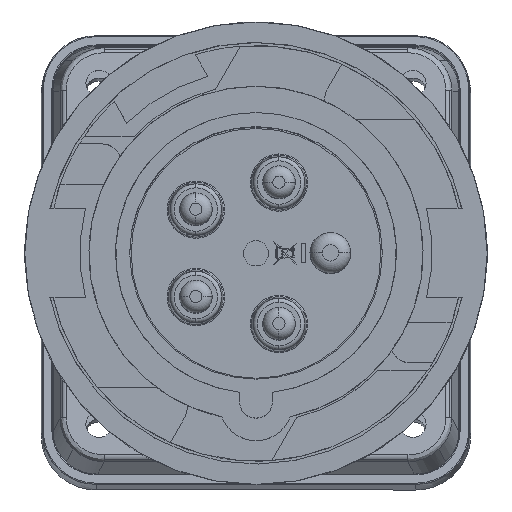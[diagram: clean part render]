
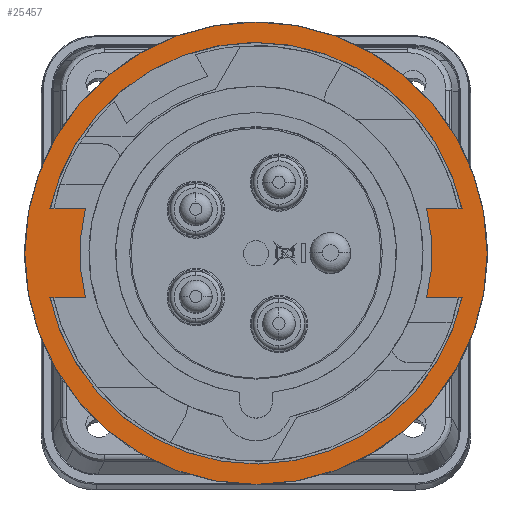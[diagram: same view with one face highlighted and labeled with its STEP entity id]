
A CAD part, top view. The second image highlights one B-rep face of the part: STEP entity #25457.
In plain terms, the highlighted planar face has unit normal (0, 0, 1).
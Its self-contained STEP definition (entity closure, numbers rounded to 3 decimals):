
#791 = EDGE_CURVE ( 'NONE', #40386, #51325, #8455, .T. ) ;
#1881 = ORIENTED_EDGE ( 'NONE', *, *, #41187, .T. ) ;
#2147 = AXIS2_PLACEMENT_3D ( 'NONE', #47394, #19576, #47129 ) ;
#2609 = DIRECTION ( 'NONE',  ( 0., 0., 1. ) ) ;
#2728 = DIRECTION ( 'NONE',  ( -1., 0., 0. ) ) ;
#3216 = VERTEX_POINT ( 'NONE', #15928 ) ;
#5800 = CARTESIAN_POINT ( 'NONE',  ( 28.375, 49.147, 16.5 ) ) ;
#6097 = CIRCLE ( 'NONE', #12880, 51.75 ) ;
#6721 = CARTESIAN_POINT ( 'NONE',  ( 41.841, -10.95, 16.5 ) ) ;
#6738 = CARTESIAN_POINT ( 'NONE',  ( -28.375, -49.147, 16.5 ) ) ;
#6906 = FACE_OUTER_BOUND ( 'NONE', #43387, .T. ) ;
#7337 = VERTEX_POINT ( 'NONE', #21622 ) ;
#7341 = VERTEX_POINT ( 'NONE', #41749 ) ;
#7455 = EDGE_LOOP ( 'NONE', ( #50496, #21719, #38624, #1881, #20437, #15100, #43666, #40731, #50268, #34949 ) ) ;
#7567 = DIRECTION ( 'NONE',  ( 0.5, 0.866, 0. ) ) ;
#8455 = LINE ( 'NONE', #45260, #20415 ) ;
#8746 = DIRECTION ( 'NONE',  ( -0.5, 0.866, 0. ) ) ;
#8785 = LINE ( 'NONE', #32350, #10920 ) ;
#8915 = EDGE_CURVE ( 'NONE', #3216, #46615, #6097, .T. ) ;
#8981 = DIRECTION ( 'NONE',  ( -1., 0., 0. ) ) ;
#9202 = CARTESIAN_POINT ( 'NONE',  ( 50.578, -10.95, 16.5 ) ) ;
#9366 = EDGE_CURVE ( 'NONE', #7341, #37846, #45044, .T. ) ;
#10920 = VECTOR ( 'NONE', #48527, 1000. ) ;
#10995 = AXIS2_PLACEMENT_3D ( 'NONE', #22009, #27291, #47167 ) ;
#11880 = CIRCLE ( 'NONE', #42317, 43.25 ) ;
#12880 = AXIS2_PLACEMENT_3D ( 'NONE', #25163, #25679, #41579 ) ;
#13237 = CARTESIAN_POINT ( 'NONE',  ( 0., 0., 16.5 ) ) ;
#13571 = VECTOR ( 'NONE', #29829, 1000. ) ;
#13713 = CARTESIAN_POINT ( 'NONE',  ( 0., 0., 16.5 ) ) ;
#15100 = ORIENTED_EDGE ( 'NONE', *, *, #33405, .T. ) ;
#15928 = CARTESIAN_POINT ( 'NONE',  ( -25.875, 44.817, 16.5 ) ) ;
#15964 = CARTESIAN_POINT ( 'NONE',  ( 25.875, -44.817, 16.5 ) ) ;
#16927 = EDGE_CURVE ( 'NONE', #35708, #30868, #29885, .T. ) ;
#17552 = EDGE_CURVE ( 'NONE', #30868, #35708, #35926, .T. ) ;
#17978 = CARTESIAN_POINT ( 'NONE',  ( 0., 0., 16.5 ) ) ;
#18229 = DIRECTION ( 'NONE',  ( 0.5, 0.866, 0. ) ) ;
#19576 = DIRECTION ( 'NONE',  ( 0., 0., -1. ) ) ;
#19592 = VERTEX_POINT ( 'NONE', #47469 ) ;
#20415 = VECTOR ( 'NONE', #8981, 1000. ) ;
#20437 = ORIENTED_EDGE ( 'NONE', *, *, #791, .T. ) ;
#21177 = DIRECTION ( 'NONE',  ( 0., 0., -1. ) ) ;
#21622 = CARTESIAN_POINT ( 'NONE',  ( -50.578, -10.95, 16.5 ) ) ;
#21719 = ORIENTED_EDGE ( 'NONE', *, *, #44884, .T. ) ;
#22009 = CARTESIAN_POINT ( 'NONE',  ( 0., 0., 16.5 ) ) ;
#22167 = DIRECTION ( 'NONE',  ( 0., 0., -1. ) ) ;
#22425 = DIRECTION ( 'NONE',  ( 0.5, -0.866, 0. ) ) ;
#23057 = CARTESIAN_POINT ( 'NONE',  ( 46.915, -27.086, 16.5 ) ) ;
#23256 = CARTESIAN_POINT ( 'NONE',  ( -41.841, -10.95, 16.5 ) ) ;
#23314 = DIRECTION ( 'NONE',  ( -1., 0., 0. ) ) ;
#24145 = EDGE_CURVE ( 'NONE', #7337, #47793, #8785, .T. ) ;
#25163 = CARTESIAN_POINT ( 'NONE',  ( 0., 0., 16.5 ) ) ;
#25182 = CIRCLE ( 'NONE', #46305, 51.75 ) ;
#25457 = ADVANCED_FACE ( 'NONE', ( #26742, #6906 ), #31766, .F. ) ;
#25679 = DIRECTION ( 'NONE',  ( 0., 0., -1. ) ) ;
#26742 = FACE_BOUND ( 'NONE', #7455, .T. ) ;
#27291 = DIRECTION ( 'NONE',  ( 0., 0., -1. ) ) ;
#27672 = DIRECTION ( 'NONE',  ( 0., 0., 1. ) ) ;
#27975 = ORIENTED_EDGE ( 'NONE', *, *, #17552, .T. ) ;
#29569 = LINE ( 'NONE', #9202, #13571 ) ;
#29829 = DIRECTION ( 'NONE',  ( 1., 0., 0. ) ) ;
#29836 = CARTESIAN_POINT ( 'NONE',  ( -41.841, 10.95, 16.5 ) ) ;
#29885 = CIRCLE ( 'NONE', #36681, 56.75 ) ;
#30314 = ORIENTED_EDGE ( 'NONE', *, *, #16927, .T. ) ;
#30868 = VERTEX_POINT ( 'NONE', #5800 ) ;
#31267 = VERTEX_POINT ( 'NONE', #6721 ) ;
#31766 = PLANE ( 'NONE',  #42284 ) ;
#32350 = CARTESIAN_POINT ( 'NONE',  ( -41.841, -10.95, 16.5 ) ) ;
#32598 = CIRCLE ( 'NONE', #2147, 43.25 ) ;
#33405 = EDGE_CURVE ( 'NONE', #51325, #3216, #37192, .T. ) ;
#33693 = EDGE_CURVE ( 'NONE', #19592, #31267, #11880, .T. ) ;
#34103 = EDGE_CURVE ( 'NONE', #31267, #7341, #29569, .T. ) ;
#34949 = ORIENTED_EDGE ( 'NONE', *, *, #34103, .T. ) ;
#35700 = CARTESIAN_POINT ( 'NONE',  ( -50.578, 10.95, 16.5 ) ) ;
#35708 = VERTEX_POINT ( 'NONE', #6738 ) ;
#35926 = CIRCLE ( 'NONE', #42676, 56.75 ) ;
#36662 = EDGE_CURVE ( 'NONE', #46615, #19592, #50935, .T. ) ;
#36681 = AXIS2_PLACEMENT_3D ( 'NONE', #47815, #27672, #7567 ) ;
#37192 = CIRCLE ( 'NONE', #10995, 51.75 ) ;
#37846 = VERTEX_POINT ( 'NONE', #15964 ) ;
#38493 = CARTESIAN_POINT ( 'NONE',  ( 50.578, 10.95, 16.5 ) ) ;
#38624 = ORIENTED_EDGE ( 'NONE', *, *, #24145, .T. ) ;
#40386 = VERTEX_POINT ( 'NONE', #29836 ) ;
#40731 = ORIENTED_EDGE ( 'NONE', *, *, #36662, .T. ) ;
#41187 = EDGE_CURVE ( 'NONE', #47793, #40386, #32598, .T. ) ;
#41579 = DIRECTION ( 'NONE',  ( 0.5, -0.866, 0. ) ) ;
#41749 = CARTESIAN_POINT ( 'NONE',  ( 50.578, -10.95, 16.5 ) ) ;
#42284 = AXIS2_PLACEMENT_3D ( 'NONE', #23057, #42914, #23314 ) ;
#42317 = AXIS2_PLACEMENT_3D ( 'NONE', #13237, #21177, #8746 ) ;
#42676 = AXIS2_PLACEMENT_3D ( 'NONE', #17978, #2609, #18229 ) ;
#42914 = DIRECTION ( 'NONE',  ( 0., 0., -1. ) ) ;
#43387 = EDGE_LOOP ( 'NONE', ( #27975, #30314 ) ) ;
#43666 = ORIENTED_EDGE ( 'NONE', *, *, #8915, .T. ) ;
#44884 = EDGE_CURVE ( 'NONE', #37846, #7337, #25182, .T. ) ;
#45044 = CIRCLE ( 'NONE', #48117, 51.75 ) ;
#45260 = CARTESIAN_POINT ( 'NONE',  ( -50.578, 10.95, 16.5 ) ) ;
#46305 = AXIS2_PLACEMENT_3D ( 'NONE', #46572, #46837, #47369 ) ;
#46572 = CARTESIAN_POINT ( 'NONE',  ( 0., 0., 16.5 ) ) ;
#46615 = VERTEX_POINT ( 'NONE', #38493 ) ;
#46837 = DIRECTION ( 'NONE',  ( 0., 0., -1. ) ) ;
#47129 = DIRECTION ( 'NONE',  ( -0.5, 0.866, 0. ) ) ;
#47167 = DIRECTION ( 'NONE',  ( 0.5, -0.866, 0. ) ) ;
#47369 = DIRECTION ( 'NONE',  ( 0.5, -0.866, 0. ) ) ;
#47394 = CARTESIAN_POINT ( 'NONE',  ( 0., 0., 16.5 ) ) ;
#47469 = CARTESIAN_POINT ( 'NONE',  ( 41.841, 10.95, 16.5 ) ) ;
#47520 = VECTOR ( 'NONE', #2728, 1000. ) ;
#47793 = VERTEX_POINT ( 'NONE', #23256 ) ;
#47815 = CARTESIAN_POINT ( 'NONE',  ( 0., 0., 16.5 ) ) ;
#48117 = AXIS2_PLACEMENT_3D ( 'NONE', #13713, #22167, #22425 ) ;
#48527 = DIRECTION ( 'NONE',  ( 1., 0., 0. ) ) ;
#50268 = ORIENTED_EDGE ( 'NONE', *, *, #33693, .T. ) ;
#50496 = ORIENTED_EDGE ( 'NONE', *, *, #9366, .T. ) ;
#50935 = LINE ( 'NONE', #51203, #47520 ) ;
#51203 = CARTESIAN_POINT ( 'NONE',  ( 41.841, 10.95, 16.5 ) ) ;
#51325 = VERTEX_POINT ( 'NONE', #35700 ) ;
